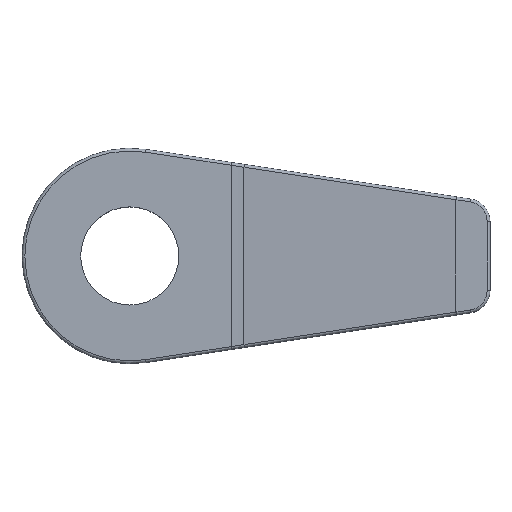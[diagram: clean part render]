
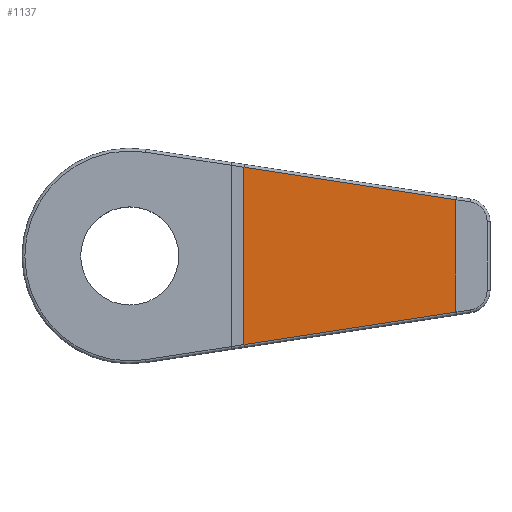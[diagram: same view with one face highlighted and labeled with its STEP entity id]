
A CAD part, top view. The second image highlights one B-rep face of the part: STEP entity #1137.
In plain terms, the highlighted planar face has unit normal (-0.045, 0, 0.999).
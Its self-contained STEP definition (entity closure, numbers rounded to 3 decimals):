
#117=LINE('',#2186,#187);
#122=LINE('',#2264,#192);
#128=LINE('',#2289,#198);
#132=LINE('',#2298,#202);
#187=VECTOR('',#1576,10.);
#192=VECTOR('',#1609,10.);
#198=VECTOR('',#1643,10.);
#202=VECTOR('',#1657,10.);
#214=PLANE('',#1293);
#332=FACE_OUTER_BOUND('',#413,.T.);
#413=EDGE_LOOP('',(#1045,#1046,#1047,#1048));
#565=VERTEX_POINT('',#2174);
#566=VERTEX_POINT('',#2185);
#572=VERTEX_POINT('',#2245);
#574=VERTEX_POINT('',#2251);
#709=EDGE_CURVE('',#565,#566,#117,.T.);
#725=EDGE_CURVE('',#572,#574,#122,.T.);
#738=EDGE_CURVE('',#566,#572,#128,.T.);
#742=EDGE_CURVE('',#574,#565,#132,.T.);
#1045=ORIENTED_EDGE('',*,*,#725,.F.);
#1046=ORIENTED_EDGE('',*,*,#738,.F.);
#1047=ORIENTED_EDGE('',*,*,#709,.F.);
#1048=ORIENTED_EDGE('',*,*,#742,.F.);
#1137=ADVANCED_FACE('',(#332),#214,.F.);
#1293=AXIS2_PLACEMENT_3D('',#2297,#1655,#1656);
#1576=DIRECTION('',(-0.987,-0.151,-0.045));
#1609=DIRECTION('',(0.987,-0.151,0.045));
#1643=DIRECTION('',(0.,1.,0.));
#1655=DIRECTION('center_axis',(0.045,0.,-0.999));
#1656=DIRECTION('ref_axis',(0.999,0.,0.045));
#1657=DIRECTION('',(0.,-1.,0.));
#2174=CARTESIAN_POINT('',(57.5,-9.909,14.));
#2185=CARTESIAN_POINT('',(20.135,-15.63,12.302));
#2186=CARTESIAN_POINT('',(13.242,-16.685,11.988));
#2245=CARTESIAN_POINT('',(20.135,15.63,12.302));
#2251=CARTESIAN_POINT('',(57.5,9.909,14.));
#2264=CARTESIAN_POINT('',(40.657,12.488,13.234));
#2289=CARTESIAN_POINT('',(20.135,19.,12.302));
#2297=CARTESIAN_POINT('Origin',(19.,19.,12.25));
#2298=CARTESIAN_POINT('',(57.5,9.5,14.));
